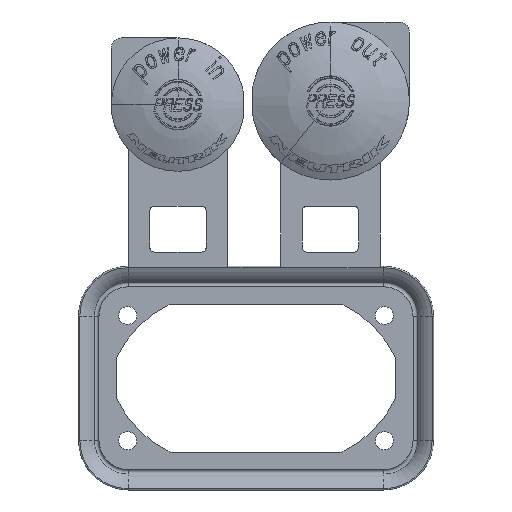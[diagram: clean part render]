
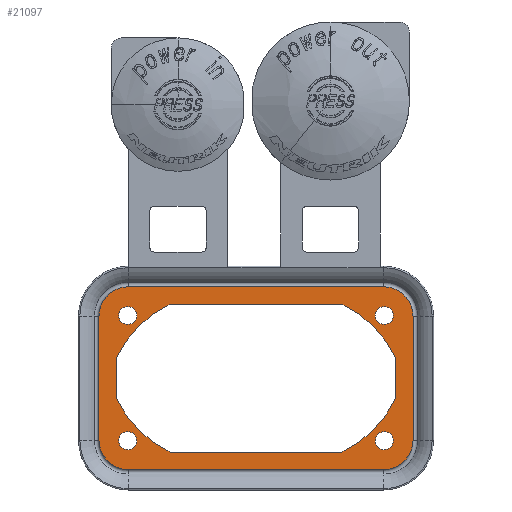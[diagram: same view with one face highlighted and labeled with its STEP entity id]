
A CAD part, top view. The second image highlights one B-rep face of the part: STEP entity #21097.
In plain terms, the highlighted planar face has unit normal (0, 0, 1).
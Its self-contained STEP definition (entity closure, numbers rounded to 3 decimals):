
#358=CARTESIAN_POINT('',(-25.,12.2,1.));
#359=DIRECTION('',(0.,0.,-1.));
#360=DIRECTION('',(1.,0.,0.));
#361=AXIS2_PLACEMENT_3D('',#358,#359,#360);
#363=CARTESIAN_POINT('',(-25.,12.2,1.));
#364=DIRECTION('',(0.,0.,-1.));
#365=DIRECTION('',(-1.,0.,0.));
#366=AXIS2_PLACEMENT_3D('',#363,#364,#365);
#368=CARTESIAN_POINT('',(25.,12.2,1.));
#369=DIRECTION('',(0.,0.,-1.));
#370=DIRECTION('',(1.,0.,0.));
#371=AXIS2_PLACEMENT_3D('',#368,#369,#370);
#373=CARTESIAN_POINT('',(25.,12.2,1.));
#374=DIRECTION('',(0.,0.,-1.));
#375=DIRECTION('',(-1.,0.,0.));
#376=AXIS2_PLACEMENT_3D('',#373,#374,#375);
#378=CARTESIAN_POINT('',(-25.,-12.2,1.));
#379=DIRECTION('',(0.,0.,-1.));
#380=DIRECTION('',(1.,0.,0.));
#381=AXIS2_PLACEMENT_3D('',#378,#379,#380);
#383=CARTESIAN_POINT('',(-25.,-12.2,1.));
#384=DIRECTION('',(0.,0.,-1.));
#385=DIRECTION('',(-1.,0.,0.));
#386=AXIS2_PLACEMENT_3D('',#383,#384,#385);
#388=CARTESIAN_POINT('',(25.,-12.2,1.));
#389=DIRECTION('',(0.,0.,-1.));
#390=DIRECTION('',(1.,0.,0.));
#391=AXIS2_PLACEMENT_3D('',#388,#389,#390);
#393=CARTESIAN_POINT('',(25.,-12.2,1.));
#394=DIRECTION('',(0.,0.,-1.));
#395=DIRECTION('',(-1.,0.,0.));
#396=AXIS2_PLACEMENT_3D('',#393,#394,#395);
#398=CARTESIAN_POINT('',(7.322,-5.478,1.));
#399=DIRECTION('',(0.,0.,-1.));
#400=DIRECTION('',(0.429,0.904,0.));
#401=AXIS2_PLACEMENT_3D('',#398,#399,#400);
#403=DIRECTION('',(1.,0.,0.));
#404=VECTOR('',#403,33.5);
#405=CARTESIAN_POINT('',(-16.75,14.4,1.));
#406=LINE('',#405,#404);
#407=CARTESIAN_POINT('',(-7.322,-5.478,1.));
#408=DIRECTION('',(0.,0.,-1.));
#409=DIRECTION('',(-0.904,0.429,0.));
#410=AXIS2_PLACEMENT_3D('',#407,#408,#409);
#412=DIRECTION('',(0.,1.,0.));
#413=VECTOR('',#412,7.9);
#414=CARTESIAN_POINT('',(-27.2,-3.95,1.));
#415=LINE('',#414,#413);
#416=CARTESIAN_POINT('',(-7.322,5.478,1.));
#417=DIRECTION('',(0.,0.,-1.));
#418=DIRECTION('',(-0.429,-0.904,0.));
#419=AXIS2_PLACEMENT_3D('',#416,#417,#418);
#421=DIRECTION('',(-1.,0.,0.));
#422=VECTOR('',#421,33.5);
#423=CARTESIAN_POINT('',(16.75,-14.4,1.));
#424=LINE('',#423,#422);
#425=CARTESIAN_POINT('',(7.322,5.478,1.));
#426=DIRECTION('',(0.,0.,-1.));
#427=DIRECTION('',(0.904,-0.429,0.));
#428=AXIS2_PLACEMENT_3D('',#425,#426,#427);
#430=DIRECTION('',(0.,-1.,0.));
#431=VECTOR('',#430,7.9);
#432=CARTESIAN_POINT('',(27.2,3.95,1.));
#433=LINE('',#432,#431);
#434=CARTESIAN_POINT('',(24.9,12.1,1.));
#435=DIRECTION('',(0.,0.,1.));
#436=DIRECTION('',(1.,0.,0.));
#437=AXIS2_PLACEMENT_3D('',#434,#435,#436);
#439=DIRECTION('',(0.,1.,0.));
#440=VECTOR('',#439,24.2);
#441=CARTESIAN_POINT('',(30.6,-12.1,1.));
#442=LINE('',#441,#440);
#443=CARTESIAN_POINT('',(24.9,-12.1,1.));
#444=DIRECTION('',(0.,0.,1.));
#445=DIRECTION('',(0.,-1.,0.));
#446=AXIS2_PLACEMENT_3D('',#443,#444,#445);
#448=DIRECTION('',(1.,0.,0.));
#449=VECTOR('',#448,49.8);
#450=CARTESIAN_POINT('',(-24.9,-17.8,1.));
#451=LINE('',#450,#449);
#452=CARTESIAN_POINT('',(-24.9,-12.1,1.));
#453=DIRECTION('',(0.,0.,1.));
#454=DIRECTION('',(-1.,0.,0.));
#455=AXIS2_PLACEMENT_3D('',#452,#453,#454);
#457=DIRECTION('',(0.,-1.,0.));
#458=VECTOR('',#457,24.2);
#459=CARTESIAN_POINT('',(-30.6,12.1,1.));
#460=LINE('',#459,#458);
#461=CARTESIAN_POINT('',(-24.9,12.1,1.));
#462=DIRECTION('',(0.,0.,1.));
#463=DIRECTION('',(0.,1.,0.));
#464=AXIS2_PLACEMENT_3D('',#461,#462,#463);
#531=DIRECTION('',(-1.,0.,0.));
#532=VECTOR('',#531,49.8);
#533=CARTESIAN_POINT('',(24.9,17.8,1.));
#534=LINE('',#533,#532);
#16917=CARTESIAN_POINT('',(-24.9,17.8,1.));
#16918=CARTESIAN_POINT('',(-30.6,12.1,1.));
#16919=VERTEX_POINT('',#16917);
#16920=VERTEX_POINT('',#16918);
#16921=CARTESIAN_POINT('',(-30.6,-12.1,1.));
#16922=VERTEX_POINT('',#16921);
#16923=CARTESIAN_POINT('',(-24.9,-17.8,1.));
#16924=VERTEX_POINT('',#16923);
#16925=CARTESIAN_POINT('',(24.9,-17.8,1.));
#16926=VERTEX_POINT('',#16925);
#16927=CARTESIAN_POINT('',(30.6,-12.1,1.));
#16928=VERTEX_POINT('',#16927);
#16929=CARTESIAN_POINT('',(30.6,12.1,1.));
#16930=VERTEX_POINT('',#16929);
#16931=CARTESIAN_POINT('',(24.9,17.8,1.));
#16932=VERTEX_POINT('',#16931);
#16951=CARTESIAN_POINT('',(27.2,3.95,1.));
#16952=CARTESIAN_POINT('',(27.2,-3.95,1.));
#16953=VERTEX_POINT('',#16951);
#16954=VERTEX_POINT('',#16952);
#16955=CARTESIAN_POINT('',(16.75,-14.4,1.));
#16956=CARTESIAN_POINT('',(-16.75,-14.4,1.));
#16957=VERTEX_POINT('',#16955);
#16958=VERTEX_POINT('',#16956);
#16959=CARTESIAN_POINT('',(-27.2,-3.95,1.));
#16960=CARTESIAN_POINT('',(-27.2,3.95,1.));
#16961=VERTEX_POINT('',#16959);
#16962=VERTEX_POINT('',#16960);
#16963=CARTESIAN_POINT('',(-16.75,14.4,1.));
#16964=CARTESIAN_POINT('',(16.75,14.4,1.));
#16965=VERTEX_POINT('',#16963);
#16966=VERTEX_POINT('',#16964);
#16983=CARTESIAN_POINT('',(-23.25,12.2,1.));
#16984=CARTESIAN_POINT('',(-26.75,12.2,1.));
#16985=VERTEX_POINT('',#16983);
#16986=VERTEX_POINT('',#16984);
#16987=CARTESIAN_POINT('',(26.75,12.2,1.));
#16988=CARTESIAN_POINT('',(23.25,12.2,1.));
#16989=VERTEX_POINT('',#16987);
#16990=VERTEX_POINT('',#16988);
#16991=CARTESIAN_POINT('',(-23.25,-12.2,1.));
#16992=CARTESIAN_POINT('',(-26.75,-12.2,1.));
#16993=VERTEX_POINT('',#16991);
#16994=VERTEX_POINT('',#16992);
#16995=CARTESIAN_POINT('',(26.75,-12.2,1.));
#16996=CARTESIAN_POINT('',(23.25,-12.2,1.));
#16997=VERTEX_POINT('',#16995);
#16998=VERTEX_POINT('',#16996);
#21034=CARTESIAN_POINT('',(0.,0.,1.));
#21035=DIRECTION('',(0.,0.,1.));
#21036=DIRECTION('',(1.,0.,0.));
#21037=AXIS2_PLACEMENT_3D('',#21034,#21035,#21036);
#21038=PLANE('',#21037);
#21040=ORIENTED_EDGE('',*,*,#21039,.F.);
#21042=ORIENTED_EDGE('',*,*,#21041,.F.);
#21044=ORIENTED_EDGE('',*,*,#21043,.F.);
#21046=ORIENTED_EDGE('',*,*,#21045,.F.);
#21048=ORIENTED_EDGE('',*,*,#21047,.F.);
#21050=ORIENTED_EDGE('',*,*,#21049,.F.);
#21052=ORIENTED_EDGE('',*,*,#21051,.F.);
#21054=ORIENTED_EDGE('',*,*,#21053,.F.);
#21055=EDGE_LOOP('',(#21040,#21042,#21044,#21046,#21048,#21050,#21052,#21054));
#21056=FACE_OUTER_BOUND('',#21055,.F.);
#21058=ORIENTED_EDGE('',*,*,#21057,.F.);
#21060=ORIENTED_EDGE('',*,*,#21059,.F.);
#21061=EDGE_LOOP('',(#21058,#21060));
#21062=FACE_BOUND('',#21061,.F.);
#21064=ORIENTED_EDGE('',*,*,#21063,.F.);
#21066=ORIENTED_EDGE('',*,*,#21065,.F.);
#21067=EDGE_LOOP('',(#21064,#21066));
#21068=FACE_BOUND('',#21067,.F.);
#21070=ORIENTED_EDGE('',*,*,#21069,.F.);
#21072=ORIENTED_EDGE('',*,*,#21071,.F.);
#21073=EDGE_LOOP('',(#21070,#21072));
#21074=FACE_BOUND('',#21073,.F.);
#21076=ORIENTED_EDGE('',*,*,#21075,.F.);
#21078=ORIENTED_EDGE('',*,*,#21077,.F.);
#21080=ORIENTED_EDGE('',*,*,#21079,.F.);
#21082=ORIENTED_EDGE('',*,*,#21081,.F.);
#21084=ORIENTED_EDGE('',*,*,#21083,.F.);
#21086=ORIENTED_EDGE('',*,*,#21085,.F.);
#21088=ORIENTED_EDGE('',*,*,#21087,.F.);
#21090=ORIENTED_EDGE('',*,*,#21089,.F.);
#21091=EDGE_LOOP('',(#21076,#21078,#21080,#21082,#21084,#21086,#21088,#21090));
#21092=FACE_BOUND('',#21091,.F.);
#21093=ORIENTED_EDGE('',*,*,#21014,.F.);
#21094=ORIENTED_EDGE('',*,*,#21028,.F.);
#21095=EDGE_LOOP('',(#21093,#21094));
#21096=FACE_BOUND('',#21095,.F.);
#362=CIRCLE('',#361,1.75);
#367=CIRCLE('',#366,1.75);
#372=CIRCLE('',#371,1.75);
#377=CIRCLE('',#376,1.75);
#382=CIRCLE('',#381,1.75);
#387=CIRCLE('',#386,1.75);
#392=CIRCLE('',#391,1.75);
#397=CIRCLE('',#396,1.75);
#402=CIRCLE('',#401,22.);
#411=CIRCLE('',#410,22.);
#420=CIRCLE('',#419,22.);
#429=CIRCLE('',#428,22.);
#438=CIRCLE('',#437,5.7);
#447=CIRCLE('',#446,5.7);
#456=CIRCLE('',#455,5.7);
#465=CIRCLE('',#464,5.7);
#21014=EDGE_CURVE('',#16985,#16986,#362,.T.);
#21028=EDGE_CURVE('',#16986,#16985,#367,.T.);
#21039=EDGE_CURVE('',#16932,#16919,#534,.T.);
#21041=EDGE_CURVE('',#16930,#16932,#438,.T.);
#21043=EDGE_CURVE('',#16928,#16930,#442,.T.);
#21045=EDGE_CURVE('',#16926,#16928,#447,.T.);
#21047=EDGE_CURVE('',#16924,#16926,#451,.T.);
#21049=EDGE_CURVE('',#16922,#16924,#456,.T.);
#21051=EDGE_CURVE('',#16920,#16922,#460,.T.);
#21053=EDGE_CURVE('',#16919,#16920,#465,.T.);
#21057=EDGE_CURVE('',#16989,#16990,#372,.T.);
#21059=EDGE_CURVE('',#16990,#16989,#377,.T.);
#21063=EDGE_CURVE('',#16993,#16994,#382,.T.);
#21065=EDGE_CURVE('',#16994,#16993,#387,.T.);
#21069=EDGE_CURVE('',#16997,#16998,#392,.T.);
#21071=EDGE_CURVE('',#16998,#16997,#397,.T.);
#21075=EDGE_CURVE('',#16966,#16953,#402,.T.);
#21077=EDGE_CURVE('',#16965,#16966,#406,.T.);
#21079=EDGE_CURVE('',#16962,#16965,#411,.T.);
#21081=EDGE_CURVE('',#16961,#16962,#415,.T.);
#21083=EDGE_CURVE('',#16958,#16961,#420,.T.);
#21085=EDGE_CURVE('',#16957,#16958,#424,.T.);
#21087=EDGE_CURVE('',#16954,#16957,#429,.T.);
#21089=EDGE_CURVE('',#16953,#16954,#433,.T.);
#21097=ADVANCED_FACE('',(#21056,#21062,#21068,#21074,#21092,#21096),#21038,.T.);
